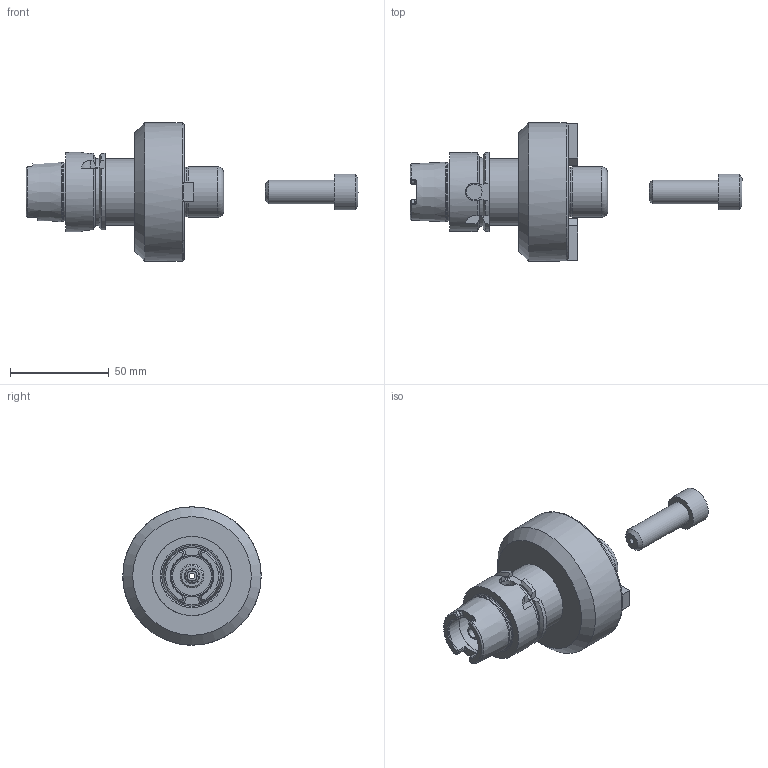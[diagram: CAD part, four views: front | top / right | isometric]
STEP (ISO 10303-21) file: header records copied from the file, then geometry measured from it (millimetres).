
FILE_DESCRIPTION((''),'2;1');
FILE_NAME('535013225060-3D.stp','2020-05-08T09:26:58',('nttooll'),(''),'Autodesk Inventor 2012','Autodesk Inventor 2012','');
FILE_SCHEMA(('AUTOMOTIVE_DESIGN { 1 0 10303 214 1 1 1 1 }'));
Length unit declared in the file: millimetre
Products named in the file (1): 535013225060-3D
Bounding box: 168.04 x 70 x 70 mm (x, y, z)
Volume: 144616.2 mm3; surface area: 29561.4 mm2
Topology: 2 solids, 2 shells, 170 faces, 407 edges, 251 vertices
Faces by surface type: plane 71, cylinder 45, cone 34, torus 20
Full cylindrical faces by diameter (mm): 3 x1, 5 x1, 5.103 x1, 6.5 x1, 7.5 x1, 8 x2, 10.5 x1, 11.547 x1, 12 x3, 12.5 x1, 18 x1, 21 x1, 21.8 x1, 25 x1, 25.4 x1, 25.5 x1, 29.8 x1, 33.5 x1, 40 x1, 70 x1
Entity records: 4825 total; most frequent: CARTESIAN_POINT 1086, DIRECTION 789, ORIENTED_EDGE 704, EDGE_CURVE 352, AXIS2_PLACEMENT_3D 320, VERTEX_POINT 247, EDGE_LOOP 235, FACE_OUTER_BOUND 170
